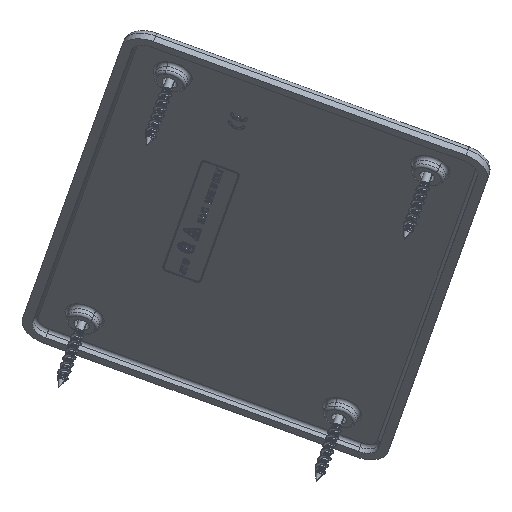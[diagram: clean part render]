
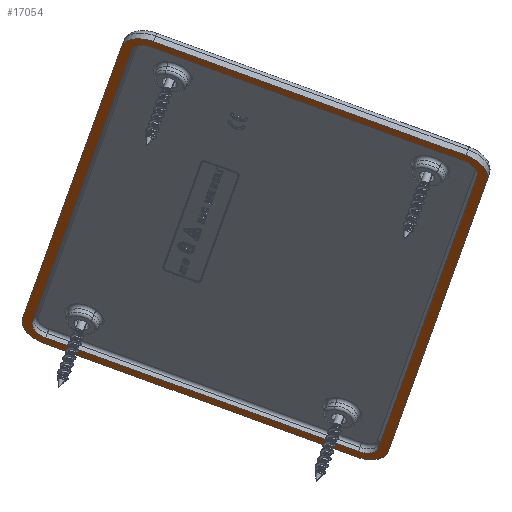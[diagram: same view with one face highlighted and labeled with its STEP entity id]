
A CAD part, left-side view. The second image highlights one B-rep face of the part: STEP entity #17054.
In plain terms, the highlighted face is planar.
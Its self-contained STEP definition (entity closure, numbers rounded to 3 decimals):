
#16598=CARTESIAN_POINT('Vertex',(-82.5,47.,4.)) ;
#16605=CARTESIAN_POINT('Vertex',(-82.5,-47.,4.)) ;
#16608=CARTESIAN_POINT('Line Origine',(-82.5,-18.,4.)) ;
#16629=CARTESIAN_POINT('Vertex',(-74.5,-55.,4.)) ;
#16632=CARTESIAN_POINT('Axis2P3D Location',(-74.5,-47.,4.)) ;
#16653=CARTESIAN_POINT('Vertex',(74.5,-55.,4.)) ;
#16656=CARTESIAN_POINT('Line Origine',(-29.,-55.,4.)) ;
#16677=CARTESIAN_POINT('Vertex',(82.5,-47.,4.)) ;
#16680=CARTESIAN_POINT('Axis2P3D Location',(74.5,-47.,4.)) ;
#16701=CARTESIAN_POINT('Vertex',(82.5,47.,4.)) ;
#16704=CARTESIAN_POINT('Line Origine',(82.5,-18.,4.)) ;
#16725=CARTESIAN_POINT('Vertex',(74.5,55.,4.)) ;
#16728=CARTESIAN_POINT('Axis2P3D Location',(74.5,47.,4.)) ;
#16749=CARTESIAN_POINT('Vertex',(-74.5,55.,4.)) ;
#16752=CARTESIAN_POINT('Line Origine',(-29.,55.,4.)) ;
#16769=CARTESIAN_POINT('Axis2P3D Location',(-74.5,47.,4.)) ;
#16973=CARTESIAN_POINT('Axis2P3D Location',(0.,0.,4.)) ;
#16988=CARTESIAN_POINT('Line Origine',(-79.5,0.,4.)) ;
#16992=CARTESIAN_POINT('Vertex',(-79.5,47.,4.)) ;
#16994=CARTESIAN_POINT('Vertex',(-79.5,-47.,4.)) ;
#16997=CARTESIAN_POINT('Axis2P3D Location',(-74.5,47.,4.)) ;
#17001=CARTESIAN_POINT('Vertex',(-74.5,52.,4.)) ;
#17004=CARTESIAN_POINT('Line Origine',(0.,52.,4.)) ;
#17008=CARTESIAN_POINT('Vertex',(74.5,52.,4.)) ;
#17011=CARTESIAN_POINT('Axis2P3D Location',(74.5,47.,4.)) ;
#17015=CARTESIAN_POINT('Vertex',(79.5,47.,4.)) ;
#17018=CARTESIAN_POINT('Line Origine',(79.5,0.,4.)) ;
#17022=CARTESIAN_POINT('Vertex',(79.5,-47.,4.)) ;
#17025=CARTESIAN_POINT('Axis2P3D Location',(74.5,-47.,4.)) ;
#17029=CARTESIAN_POINT('Vertex',(74.5,-52.,4.)) ;
#17032=CARTESIAN_POINT('Line Origine',(0.,-52.,4.)) ;
#17036=CARTESIAN_POINT('Vertex',(-74.5,-52.,4.)) ;
#17039=CARTESIAN_POINT('Axis2P3D Location',(-74.5,-47.,4.)) ;
#16609=DIRECTION('Vector Direction',(0.,1.,0.)) ;
#16633=DIRECTION('Axis2P3D Direction',(0.,0.,1.)) ;
#16657=DIRECTION('Vector Direction',(-1.,0.,0.)) ;
#16681=DIRECTION('Axis2P3D Direction',(0.,0.,-1.)) ;
#16705=DIRECTION('Vector Direction',(0.,1.,0.)) ;
#16729=DIRECTION('Axis2P3D Direction',(0.,0.,1.)) ;
#16753=DIRECTION('Vector Direction',(-1.,0.,0.)) ;
#16770=DIRECTION('Axis2P3D Direction',(0.,0.,-1.)) ;
#16974=DIRECTION('Axis2P3D Direction',(0.,0.,1.)) ;
#16975=DIRECTION('Axis2P3D XDirection',(1.,0.,0.)) ;
#16989=DIRECTION('Vector Direction',(0.,-1.,0.)) ;
#16998=DIRECTION('Axis2P3D Direction',(0.,0.,1.)) ;
#17005=DIRECTION('Vector Direction',(1.,0.,0.)) ;
#17012=DIRECTION('Axis2P3D Direction',(0.,0.,1.)) ;
#17019=DIRECTION('Vector Direction',(0.,-1.,0.)) ;
#17026=DIRECTION('Axis2P3D Direction',(0.,0.,1.)) ;
#17033=DIRECTION('Vector Direction',(1.,0.,0.)) ;
#17040=DIRECTION('Axis2P3D Direction',(0.,0.,1.)) ;
#16634=AXIS2_PLACEMENT_3D('Circle Axis2P3D',#16632,#16633,$) ;
#16682=AXIS2_PLACEMENT_3D('Circle Axis2P3D',#16680,#16681,$) ;
#16730=AXIS2_PLACEMENT_3D('Circle Axis2P3D',#16728,#16729,$) ;
#16771=AXIS2_PLACEMENT_3D('Circle Axis2P3D',#16769,#16770,$) ;
#16976=AXIS2_PLACEMENT_3D('Plane Axis2P3D',#16973,#16974,#16975) ;
#16999=AXIS2_PLACEMENT_3D('Circle Axis2P3D',#16997,#16998,$) ;
#17013=AXIS2_PLACEMENT_3D('Circle Axis2P3D',#17011,#17012,$) ;
#17027=AXIS2_PLACEMENT_3D('Circle Axis2P3D',#17025,#17026,$) ;
#17041=AXIS2_PLACEMENT_3D('Circle Axis2P3D',#17039,#17040,$) ;
#16979=ORIENTED_EDGE('',*,*,#16612,.F.) ;
#16980=ORIENTED_EDGE('',*,*,#16636,.T.) ;
#16981=ORIENTED_EDGE('',*,*,#16660,.F.) ;
#16982=ORIENTED_EDGE('',*,*,#16684,.F.) ;
#16983=ORIENTED_EDGE('',*,*,#16708,.T.) ;
#16984=ORIENTED_EDGE('',*,*,#16732,.T.) ;
#16985=ORIENTED_EDGE('',*,*,#16756,.T.) ;
#16986=ORIENTED_EDGE('',*,*,#16773,.F.) ;
#17045=ORIENTED_EDGE('',*,*,#16996,.F.) ;
#17046=ORIENTED_EDGE('',*,*,#17003,.F.) ;
#17047=ORIENTED_EDGE('',*,*,#17010,.T.) ;
#17048=ORIENTED_EDGE('',*,*,#17017,.T.) ;
#17049=ORIENTED_EDGE('',*,*,#17024,.T.) ;
#17050=ORIENTED_EDGE('',*,*,#17031,.F.) ;
#17051=ORIENTED_EDGE('',*,*,#17038,.F.) ;
#17052=ORIENTED_EDGE('',*,*,#17043,.T.) ;
#17053=FACE_BOUND('',#17044,.T.) ;
#16610=VECTOR('Line Direction',#16609,1.) ;
#16658=VECTOR('Line Direction',#16657,1.) ;
#16706=VECTOR('Line Direction',#16705,1.) ;
#16754=VECTOR('Line Direction',#16753,1.) ;
#16990=VECTOR('Line Direction',#16989,1.) ;
#17006=VECTOR('Line Direction',#17005,1.) ;
#17020=VECTOR('Line Direction',#17019,1.) ;
#17034=VECTOR('Line Direction',#17033,1.) ;
#17054=ADVANCED_FACE('PartBody',(#16987,#17053),#16977,.T.) ;
#16635=CIRCLE('generated circle',#16634,8.) ;
#16683=CIRCLE('generated circle',#16682,8.) ;
#16731=CIRCLE('generated circle',#16730,8.) ;
#16772=CIRCLE('generated circle',#16771,8.) ;
#17000=CIRCLE('generated circle',#16999,5.) ;
#17014=CIRCLE('generated circle',#17013,5.) ;
#17028=CIRCLE('generated circle',#17027,5.) ;
#17042=CIRCLE('generated circle',#17041,5.) ;
#16612=EDGE_CURVE('',#16606,#16599,#16611,.T.) ;
#16636=EDGE_CURVE('',#16606,#16630,#16635,.T.) ;
#16660=EDGE_CURVE('',#16654,#16630,#16659,.T.) ;
#16684=EDGE_CURVE('',#16678,#16654,#16683,.T.) ;
#16708=EDGE_CURVE('',#16678,#16702,#16707,.T.) ;
#16732=EDGE_CURVE('',#16702,#16726,#16731,.T.) ;
#16756=EDGE_CURVE('',#16726,#16750,#16755,.T.) ;
#16773=EDGE_CURVE('',#16599,#16750,#16772,.T.) ;
#16996=EDGE_CURVE('',#16993,#16995,#16991,.T.) ;
#17003=EDGE_CURVE('',#17002,#16993,#17000,.T.) ;
#17010=EDGE_CURVE('',#17002,#17009,#17007,.T.) ;
#17017=EDGE_CURVE('',#17009,#17016,#17014,.F.) ;
#17024=EDGE_CURVE('',#17016,#17023,#17021,.T.) ;
#17031=EDGE_CURVE('',#17030,#17023,#17028,.T.) ;
#17038=EDGE_CURVE('',#17037,#17030,#17035,.T.) ;
#17043=EDGE_CURVE('',#17037,#16995,#17042,.F.) ;
#16978=EDGE_LOOP('',(#16979,#16980,#16981,#16982,#16983,#16984,#16985,#16986)) ;
#17044=EDGE_LOOP('',(#17045,#17046,#17047,#17048,#17049,#17050,#17051,#17052)) ;
#16987=FACE_OUTER_BOUND('',#16978,.T.) ;
#16611=LINE('Line',#16608,#16610) ;
#16659=LINE('Line',#16656,#16658) ;
#16707=LINE('Line',#16704,#16706) ;
#16755=LINE('Line',#16752,#16754) ;
#16991=LINE('Line',#16988,#16990) ;
#17007=LINE('Line',#17004,#17006) ;
#17021=LINE('Line',#17018,#17020) ;
#17035=LINE('Line',#17032,#17034) ;
#16977=PLANE('',#16976) ;
#16599=VERTEX_POINT('',#16598) ;
#16606=VERTEX_POINT('',#16605) ;
#16630=VERTEX_POINT('',#16629) ;
#16654=VERTEX_POINT('',#16653) ;
#16678=VERTEX_POINT('',#16677) ;
#16702=VERTEX_POINT('',#16701) ;
#16726=VERTEX_POINT('',#16725) ;
#16750=VERTEX_POINT('',#16749) ;
#16993=VERTEX_POINT('',#16992) ;
#16995=VERTEX_POINT('',#16994) ;
#17002=VERTEX_POINT('',#17001) ;
#17009=VERTEX_POINT('',#17008) ;
#17016=VERTEX_POINT('',#17015) ;
#17023=VERTEX_POINT('',#17022) ;
#17030=VERTEX_POINT('',#17029) ;
#17037=VERTEX_POINT('',#17036) ;
